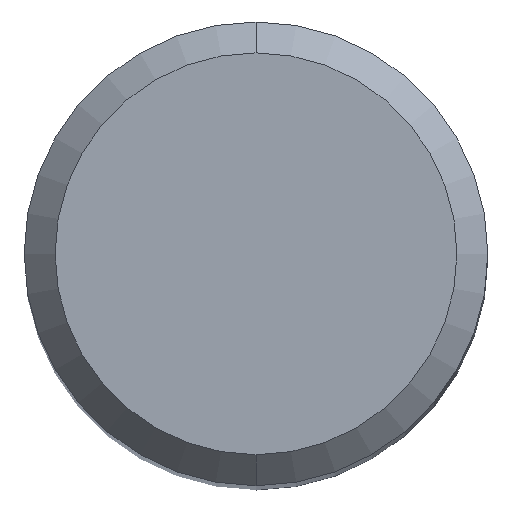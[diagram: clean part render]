
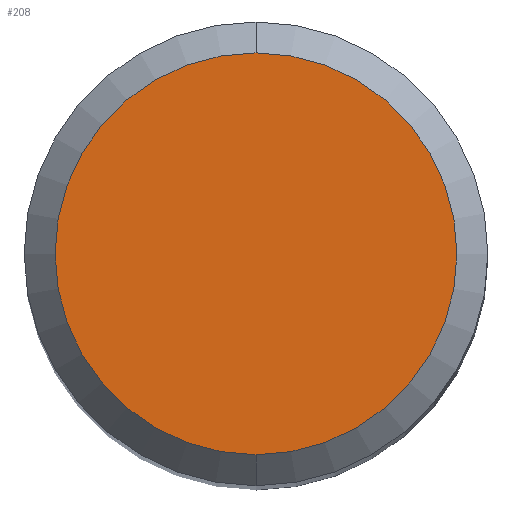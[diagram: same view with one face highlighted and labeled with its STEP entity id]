
A CAD part, top view. The second image highlights one B-rep face of the part: STEP entity #208.
In plain terms, the highlighted planar face has unit normal (0, 0, 1).
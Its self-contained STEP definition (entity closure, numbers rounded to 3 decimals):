
#110=EDGE_CURVE('',#182,#162,#260,.T.);
#162=VERTEX_POINT('',#317);
#176=EDGE_CURVE('',#162,#182,#333,.T.);
#182=VERTEX_POINT('',#339);
#208=ADVANCED_FACE('',(#369),#370,.T.);
#260=CIRCLE('',#422,2.6);
#317=CARTESIAN_POINT('',(0.,-2.6,0.0));
#333=CIRCLE('',#516,2.6);
#339=CARTESIAN_POINT('',(0.0,2.6,0.0));
#369=FACE_OUTER_BOUND('',#560,.T.);
#370=PLANE('',#561);
#422=AXIS2_PLACEMENT_3D('',#600,#601,#602);
#516=AXIS2_PLACEMENT_3D('',#694,#695,#696);
#560=EDGE_LOOP('',(#736,#737));
#561=AXIS2_PLACEMENT_3D('',#738,#739,#740);
#600=CARTESIAN_POINT('',(0.0,0.0,0.0));
#601=DIRECTION('',(0.0,0.0,-1.0));
#602=DIRECTION('',(0.0,1.0,0.0));
#694=CARTESIAN_POINT('',(0.0,0.0,0.0));
#695=DIRECTION('',(0.0,0.0,-1.0));
#696=DIRECTION('',(0.0,1.0,0.0));
#736=ORIENTED_EDGE('',*,*,#110,.F.);
#737=ORIENTED_EDGE('',*,*,#176,.F.);
#738=CARTESIAN_POINT('',(0.0,1.3,0.0));
#739=DIRECTION('',(-0.0,0.0,1.0));
#740=DIRECTION('',(0.0,-1.0,0.0));
